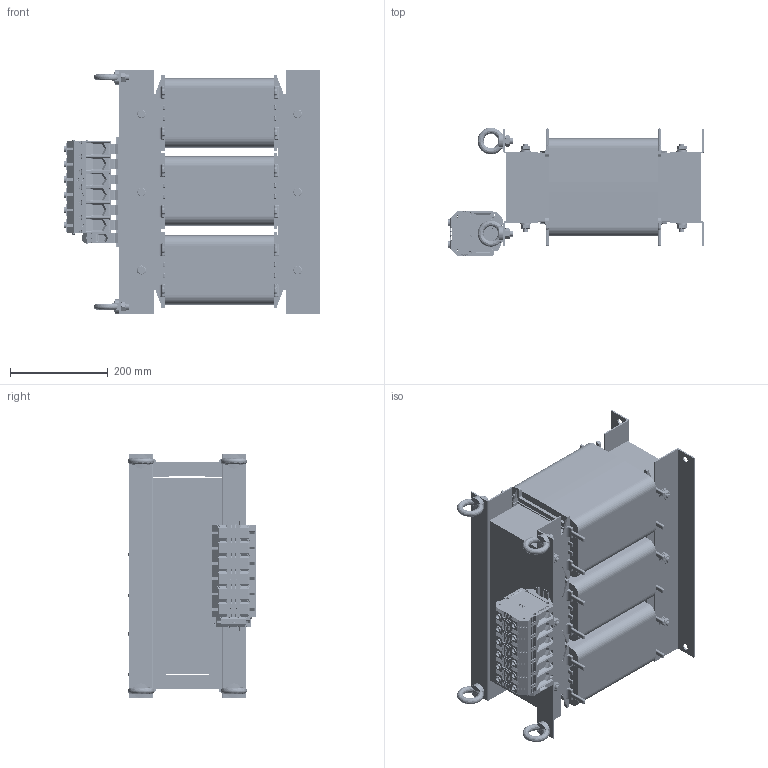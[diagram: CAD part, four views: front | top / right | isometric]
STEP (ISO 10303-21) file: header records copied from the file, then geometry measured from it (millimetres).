
FILE_DESCRIPTION(/* description */ (''),/* implementation_level */ '2;1');
FILE_NAME(/* name */ 'XMN02410620.stp',/* time_stamp */ '2023-03-08T14:33:43+01:00',/* author */ ('velazquez'),/* organization */ (''),/* preprocessor_version */ 'ST-DEVELOPER v19.2',/* originating_system */ 'Autodesk Inventor 2023',/* authorisation */ '');
FILE_SCHEMA (('AUTOMOTIVE_DESIGN { 1 0 10303 214 3 1 1 }'));
Products named in the file (14): XMN02410620; 3UI240 400 x 400 - 140; UI 240_140_BOBINADO; RC80 NT080; centrador M10; DIN 125 - A 10,5; Varilla m10 x 180; DIN 934 - M10; FICHA 150 6 GRIS 1 AZUL 50; FICHA 50 AZUL; 1124_RK_150; carril 9 agujeros; DIN 580 - M12; DIN 934 - M12
Assembly tree (67 placements, depth 3):
  XMN02410620
    3UI240 400 x 400 - 140
    UI 240_140_BOBINADO  x3
    RC80 NT080  x4
    centrador M10  x12
    DIN 125 - A 10,5  x12
    Varilla m10 x 180  x6
    DIN 934 - M10  x12
    FICHA 150 6 GRIS 1 AZUL 50
      FICHA 50 AZUL
      1124_RK_150  x6
      carril 9 agujeros
    DIN 580 - M12  x4
    DIN 934 - M12  x4
Bounding box: 523 x 262.99 x 500 mm (x, y, z)
Volume: 30326548.5 mm3; surface area: 3286697.3 mm2
Topology: 87 solids, 91 shells, 13127 faces, 36867 edges, 23489 vertices
Faces by surface type: plane 7786, cylinder 3783, torus 606, cone 396, sphere 364, bspline 192
Full cylindrical faces by diameter (mm): 2.5 x52, 2.75 x2, 2.761 x12, 2.95 x2, 2.961 x12, 3.4 x4, 3.448 x1, 4.596 x12, 4.6 x2, 5 x12, 6.5 x16, 8.376 x12, 8.5 x2, 10 x18, 10.106 x4, 10.5 x12, 10.8 x4, 11.5 x12, 12 x4, 13 x20, 15 x6, 20 x12, 23 x12
Entity records: 129548 total; most frequent: CARTESIAN_POINT 27133, ORIENTED_EDGE 20882, DIRECTION 20407, EDGE_CURVE 10441, LINE 7177, VECTOR 7177, VERTEX_POINT 6728, AXIS2_PLACEMENT_3D 6615
